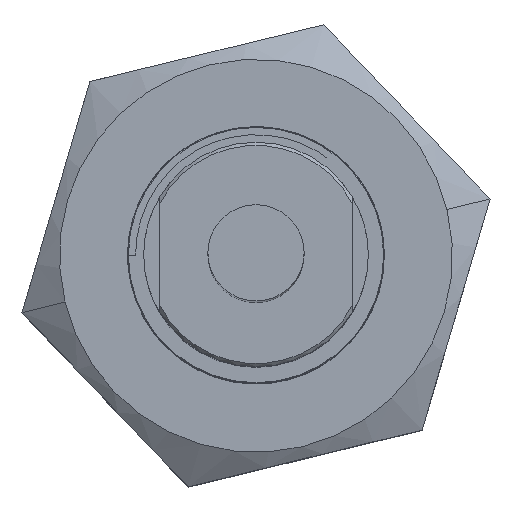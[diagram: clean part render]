
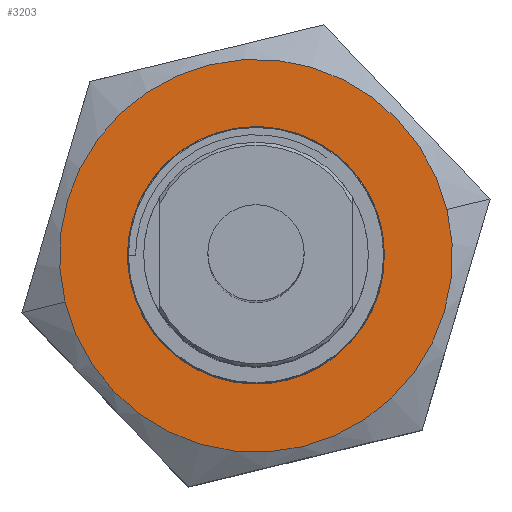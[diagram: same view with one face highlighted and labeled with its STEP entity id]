
A CAD part, top view. The second image highlights one B-rep face of the part: STEP entity #3203.
In plain terms, the highlighted face is planar.
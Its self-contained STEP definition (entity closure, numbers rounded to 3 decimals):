
#1243 = ORIENTED_EDGE ( 'NONE', *, *, #9814, .T. ) ;
#1455 = EDGE_CURVE ( 'NONE', #10978, #6708, #3438, .T. ) ;
#1677 = DIRECTION ( 'NONE',  ( -1., 0., 0. ) ) ;
#1927 = CIRCLE ( 'NONE', #5608, 6.125 ) ;
#2172 = DIRECTION ( 'NONE',  ( 0., 0., -1. ) ) ;
#2377 = CARTESIAN_POINT ( 'NONE',  ( -3.554, 0., -4. ) ) ;
#2903 = CARTESIAN_POINT ( 'NONE',  ( -3.753, -6.5, -4. ) ) ;
#2982 = DIRECTION ( 'NONE',  ( 0., 0., -1. ) ) ;
#3167 = CARTESIAN_POINT ( 'NONE',  ( 3.554, 0., -4. ) ) ;
#3203 = ADVANCED_FACE ( 'NONE', ( #8815, #7432 ), #6448, .T. ) ;
#3438 = CIRCLE ( 'NONE', #4461, 6.125 ) ;
#3478 = ORIENTED_EDGE ( 'NONE', *, *, #1455, .T. ) ;
#3843 = CARTESIAN_POINT ( 'NONE',  ( 0., 0., -4. ) ) ;
#4186 = EDGE_LOOP ( 'NONE', ( #9834, #3478 ) ) ;
#4461 = AXIS2_PLACEMENT_3D ( 'NONE', #11013, #2172, #4961 ) ;
#4834 = DIRECTION ( 'NONE',  ( 0., 0., 1. ) ) ;
#4961 = DIRECTION ( 'NONE',  ( -1., 0., 0. ) ) ;
#4962 = DIRECTION ( 'NONE',  ( 0., 0., 1. ) ) ;
#5215 = ORIENTED_EDGE ( 'NONE', *, *, #5423, .T. ) ;
#5363 = EDGE_LOOP ( 'NONE', ( #5215, #1243 ) ) ;
#5423 = EDGE_CURVE ( 'NONE', #10659, #10904, #6467, .T. ) ;
#5608 = AXIS2_PLACEMENT_3D ( 'NONE', #6958, #8607, #1677 ) ;
#5999 = EDGE_CURVE ( 'NONE', #6708, #10978, #1927, .T. ) ;
#6056 = AXIS2_PLACEMENT_3D ( 'NONE', #10228, #4962, #7625 ) ;
#6101 = AXIS2_PLACEMENT_3D ( 'NONE', #2903, #2982, #10908 ) ;
#6448 = PLANE ( 'NONE',  #6101 ) ;
#6467 = CIRCLE ( 'NONE', #9552, 3.554 ) ;
#6590 = DIRECTION ( 'NONE',  ( -1., 0., 0. ) ) ;
#6708 = VERTEX_POINT ( 'NONE', #10526 ) ;
#6958 = CARTESIAN_POINT ( 'NONE',  ( 0., 0., -4. ) ) ;
#7432 = FACE_OUTER_BOUND ( 'NONE', #4186, .T. ) ;
#7625 = DIRECTION ( 'NONE',  ( -1., 0., 0. ) ) ;
#8607 = DIRECTION ( 'NONE',  ( 0., 0., -1. ) ) ;
#8815 = FACE_BOUND ( 'NONE', #5363, .T. ) ;
#9552 = AXIS2_PLACEMENT_3D ( 'NONE', #3843, #4834, #6590 ) ;
#9814 = EDGE_CURVE ( 'NONE', #10904, #10659, #11237, .T. ) ;
#9834 = ORIENTED_EDGE ( 'NONE', *, *, #5999, .T. ) ;
#10228 = CARTESIAN_POINT ( 'NONE',  ( 0., 0., -4. ) ) ;
#10391 = CARTESIAN_POINT ( 'NONE',  ( -6.125, 0., -4. ) ) ;
#10526 = CARTESIAN_POINT ( 'NONE',  ( 6.125, 0., -4. ) ) ;
#10659 = VERTEX_POINT ( 'NONE', #2377 ) ;
#10904 = VERTEX_POINT ( 'NONE', #3167 ) ;
#10908 = DIRECTION ( 'NONE',  ( -1., 0., 0. ) ) ;
#10978 = VERTEX_POINT ( 'NONE', #10391 ) ;
#11013 = CARTESIAN_POINT ( 'NONE',  ( 0., 0., -4. ) ) ;
#11237 = CIRCLE ( 'NONE', #6056, 3.554 ) ;
